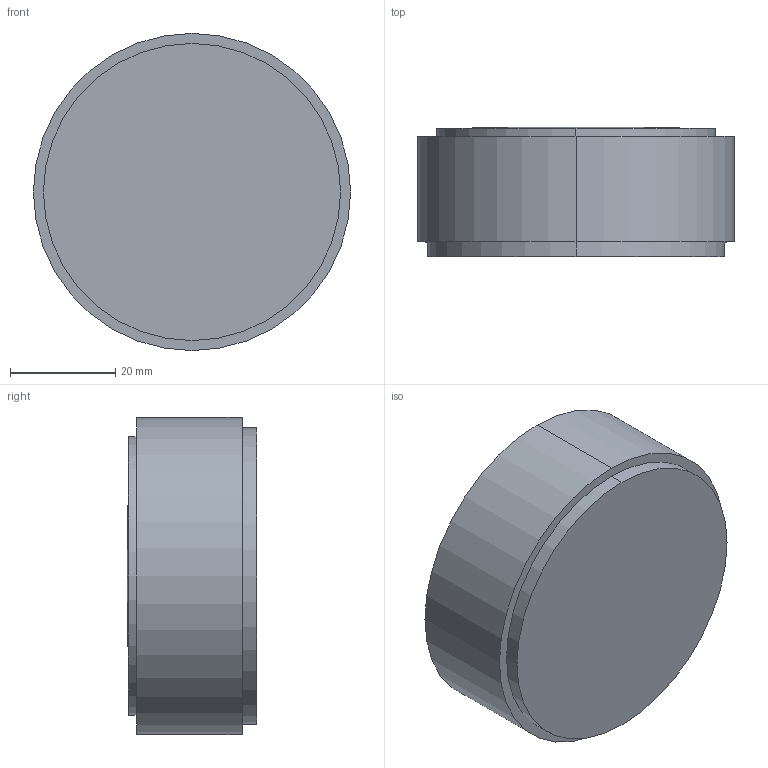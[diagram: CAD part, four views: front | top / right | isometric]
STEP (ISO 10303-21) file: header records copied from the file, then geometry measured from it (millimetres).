
FILE_DESCRIPTION (( 'STEP AP214' ), '1' );
FILE_NAME ('20000811.STEP', '2020-06-29T08:16:34', ( '' ), ( '' ), 'SwSTEP 2.0', 'SolidWorks 2017', '' );
FILE_SCHEMA (( 'AUTOMOTIVE_DESIGN' ));
Length unit declared in the file: millimetre
Products named in the file (5): Planungsmodell_Griff-+-04.18.40.290.00-1; Planungsmodell_Deckel-+-09.20.81.011-1; 20000811; Planungsmodell_Griff-+-09.20.81.010-1; Planungsmodell_Ring-+-09.28.10.185.90-1
Assembly tree (4 placements, depth 3):
  20000811
    Planungsmodell_Griff-+-04.18.40.290.00-1
      Planungsmodell_Griff-+-09.20.81.010-1
      Planungsmodell_Ring-+-09.28.10.185.90-1
      Planungsmodell_Deckel-+-09.20.81.011-1
Bounding box: 60.2 x 24.6 x 60.2 mm (x, y, z)
Volume: 56403.1 mm3; surface area: 22131.7 mm2
Topology: 3 solids, 3 shells, 19 faces, 34 edges, 23 vertices
Faces by surface type: cylinder 10, plane 7, sphere 2
Entity records: 660 total; most frequent: DIRECTION 112, CARTESIAN_POINT 84, ORIENTED_EDGE 68, AXIS2_PLACEMENT_3D 51, EDGE_CURVE 34, CIRCLE 24, VERTEX_POINT 23, EDGE_LOOP 21
